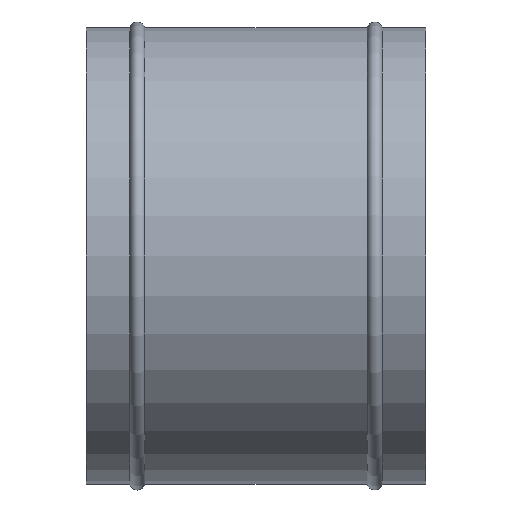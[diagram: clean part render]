
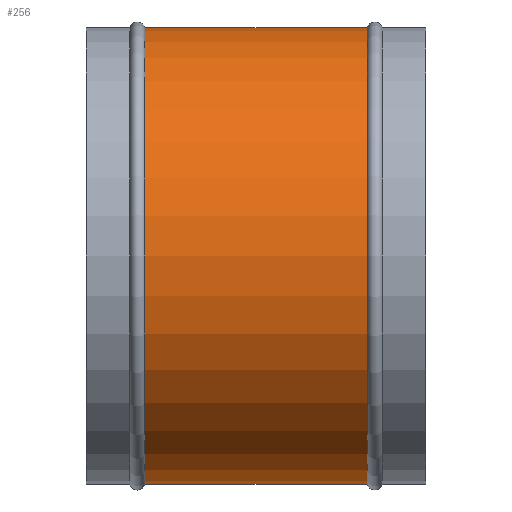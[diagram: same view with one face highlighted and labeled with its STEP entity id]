
A CAD part, front view. The second image highlights one B-rep face of the part: STEP entity #256.
In plain terms, the highlighted cylindrical face has radius 134.5 mm (diameter 269 mm), a partial arc.
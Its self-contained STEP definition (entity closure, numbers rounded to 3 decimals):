
#7 = LINE ( 'NONE', #198, #209 ) ;
#13 = CARTESIAN_POINT ( 'NONE',  ( 34.387, 0., 134.5 ) ) ;
#19 = EDGE_CURVE ( 'NONE', #397, #134, #109, .T. ) ;
#54 = ORIENTED_EDGE ( 'NONE', *, *, #169, .F. ) ;
#67 = ORIENTED_EDGE ( 'NONE', *, *, #19, .T. ) ;
#75 = ORIENTED_EDGE ( 'NONE', *, *, #76, .F. ) ;
#76 = EDGE_CURVE ( 'NONE', #171, #289, #197, .T. ) ;
#78 = CARTESIAN_POINT ( 'NONE',  ( 34.387, 0., 0. ) ) ;
#98 = EDGE_CURVE ( 'NONE', #134, #289, #7, .T. ) ;
#102 = DIRECTION ( 'NONE',  ( -1., 0., 0. ) ) ;
#104 = EDGE_LOOP ( 'NONE', ( #54, #67, #416, #75 ) ) ;
#109 = CIRCLE ( 'NONE', #155, 134.5 ) ;
#134 = VERTEX_POINT ( 'NONE', #238 ) ;
#136 = CARTESIAN_POINT ( 'NONE',  ( 0., 0., 0. ) ) ;
#151 = AXIS2_PLACEMENT_3D ( 'NONE', #136, #241, #168 ) ;
#155 = AXIS2_PLACEMENT_3D ( 'NONE', #264, #412, #329 ) ;
#167 = DIRECTION ( 'NONE',  ( -1., 0., 0. ) ) ;
#168 = DIRECTION ( 'NONE',  ( 0., 0., 1. ) ) ;
#169 = EDGE_CURVE ( 'NONE', #397, #171, #281, .T. ) ;
#171 = VERTEX_POINT ( 'NONE', #284 ) ;
#197 = CIRCLE ( 'NONE', #402, 134.5 ) ;
#198 = CARTESIAN_POINT ( 'NONE',  ( 0., 0., 134.5 ) ) ;
#209 = VECTOR ( 'NONE', #167, 1000. ) ;
#238 = CARTESIAN_POINT ( 'NONE',  ( 165.613, 0., 134.5 ) ) ;
#241 = DIRECTION ( 'NONE',  ( -1., 0., 0. ) ) ;
#256 = ADVANCED_FACE ( 'NONE', ( #362 ), #266, .T. ) ;
#264 = CARTESIAN_POINT ( 'NONE',  ( 165.613, 0., 0. ) ) ;
#266 = CYLINDRICAL_SURFACE ( 'NONE', #151, 134.5 ) ;
#278 = DIRECTION ( 'NONE',  ( -1., 0., 0. ) ) ;
#281 = LINE ( 'NONE', #398, #316 ) ;
#284 = CARTESIAN_POINT ( 'NONE',  ( 34.387, 0., -134.5 ) ) ;
#289 = VERTEX_POINT ( 'NONE', #13 ) ;
#316 = VECTOR ( 'NONE', #278, 1000. ) ;
#329 = DIRECTION ( 'NONE',  ( 0., 0., 1. ) ) ;
#352 = CARTESIAN_POINT ( 'NONE',  ( 165.613, 0., -134.5 ) ) ;
#362 = FACE_OUTER_BOUND ( 'NONE', #104, .T. ) ;
#363 = DIRECTION ( 'NONE',  ( 0., 0., 1. ) ) ;
#397 = VERTEX_POINT ( 'NONE', #352 ) ;
#398 = CARTESIAN_POINT ( 'NONE',  ( 0., 0., -134.5 ) ) ;
#402 = AXIS2_PLACEMENT_3D ( 'NONE', #78, #102, #363 ) ;
#412 = DIRECTION ( 'NONE',  ( -1., 0., 0. ) ) ;
#416 = ORIENTED_EDGE ( 'NONE', *, *, #98, .T. ) ;
